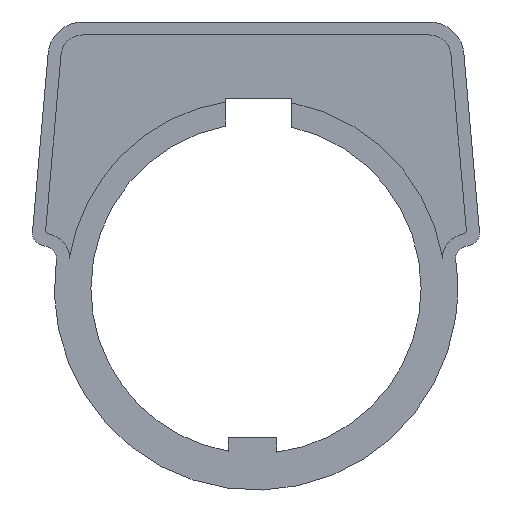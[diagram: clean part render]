
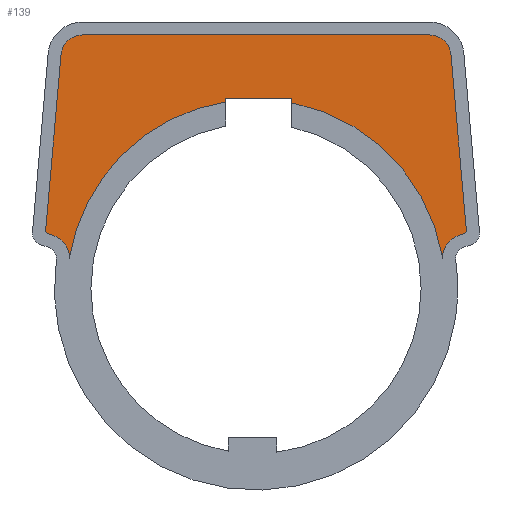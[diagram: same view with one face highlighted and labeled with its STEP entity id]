
A CAD part, front view. The second image highlights one B-rep face of the part: STEP entity #139.
In plain terms, the highlighted planar face has unit normal (0, -1, 0).
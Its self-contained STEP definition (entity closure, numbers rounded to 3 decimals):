
#1=CARTESIAN_POINT('POINT1',(-2.794,-1.016,
   17.225));
#2=VERTEX_POINT('VERTEX1',#1);
#3=CARTESIAN_POINT('POINT2',(-2.794,-1.016,17.526));
#4=VERTEX_POINT('VERTEX2',#3);
#5=CARTESIAN_POINT('POS1',(-2.794,-1.016,12.034
   ));
#6=DIRECTION('DIR1',(0.,0.,1.));
#7=VECTOR('VEC1',#6,25.4);
#8=LINE('STRAIGHT1',#5,#7);
#9=EDGE_CURVE('EDGE1',#2,#4,#8,.T.);
#10=ORIENTED_EDGE('COEDGE1',*,*,#9,.T.);
#11=CARTESIAN_POINT('POINT3',(3.302,-1.016,17.526));
#12=VERTEX_POINT('VERTEX3',#11);
#13=CARTESIAN_POINT('POS2',(0.127,-1.016,
   17.526));
#14=DIRECTION('DIR2',(1.,0.,0.));
#15=VECTOR('VEC2',#14,25.4);
#16=LINE('STRAIGHT2',#13,#15);
#17=EDGE_CURVE('EDGE2',#4,#12,#16,.T.);
#18=ORIENTED_EDGE('COEDGE2',*,*,#17,.T.);
#19=CARTESIAN_POINT('POINT4',(3.302,-1.016,
   17.135));
#20=VERTEX_POINT('VERTEX4',#19);
#21=CARTESIAN_POINT('POS3',(3.302,-1.016,12.034
   ));
#22=DIRECTION('DIR3',(0.,0.,-1.));
#23=VECTOR('VEC3',#22,25.4);
#24=LINE('STRAIGHT3',#21,#23);
#25=EDGE_CURVE('EDGE3',#12,#20,#24,.T.);
#26=ORIENTED_EDGE('COEDGE3',*,*,#25,.T.);
#27=CARTESIAN_POINT('POINT5',(17.224,-1.016,
   2.798));
#28=VERTEX_POINT('VERTEX5',#27);
#29=CARTESIAN_POINT('POS4',(0.,-1.016,
   0.));
#30=DIRECTION('DIR4',(0.,-1.,0.));
#31=DIRECTION('DIR5',(0.,0.,1.));
#32=AXIS2_PLACEMENT_3D('AXIS1',#29,#30,#31);
#33=CIRCLE('ELLIPSE1',#32,17.45);
#34=EDGE_CURVE('EDGE4',#28,#20,#33,.T.);
#35=ORIENTED_EDGE('COEDGE4',*,*,#34,.F.);
#36=CARTESIAN_POINT('POINT6',(18.678,-1.016,
   4.875));
#37=VERTEX_POINT('VERTEX6',#36);
#38=CARTESIAN_POINT('POS5',(19.434,-1.016,
   2.799));
#39=DIRECTION('DIR6',(0.,-1.,0.));
#40=DIRECTION('DIR7',(-0.342,0.,
   0.94));
#41=AXIS2_PLACEMENT_3D('AXIS2',#38,#39,#40);
#42=CIRCLE('ELLIPSE2',#41,2.21);
#43=EDGE_CURVE('EDGE5',#37,#28,#42,.T.);
#44=ORIENTED_EDGE('COEDGE5',*,*,#43,.F.);
#45=CARTESIAN_POINT('POINT7',(19.249,-1.016,
   5.083));
#46=VERTEX_POINT('VERTEX7',#45);
#47=CARTESIAN_POINT('POS6',(19.249,-1.016,
   5.083));
#48=DIRECTION('DIR8',(-0.94,0.,
   -0.342));
#49=VECTOR('VEC4',#48,25.4);
#50=LINE('STRAIGHT4',#47,#49);
#51=EDGE_CURVE('EDGE6',#46,#37,#50,.T.);
#52=ORIENTED_EDGE('COEDGE6',*,*,#51,.F.);
#53=CARTESIAN_POINT('POINT8',(19.415,-1.016,
   5.344));
#54=VERTEX_POINT('VERTEX8',#53);
#55=CARTESIAN_POINT('POS7',(19.162,-1.016,
   5.322));
#56=DIRECTION('DIR9',(0.,1.,0.));
#57=DIRECTION('DIR10',(0.996,0.,
   0.087));
#58=AXIS2_PLACEMENT_3D('AXIS3',#55,#56,#57);
#59=CIRCLE('ELLIPSE3',#58,0.254);
#60=EDGE_CURVE('EDGE7',#54,#46,#59,.T.);
#61=ORIENTED_EDGE('COEDGE7',*,*,#60,.F.);
#62=CARTESIAN_POINT('POINT9',(17.995,-1.016,
   21.585));
#63=VERTEX_POINT('VERTEX9',#62);
#64=CARTESIAN_POINT('POS8',(17.995,-1.016,
   21.585));
#65=DIRECTION('DIR11',(0.087,0.,
   -0.996));
#66=VECTOR('VEC5',#65,25.4);
#67=LINE('STRAIGHT5',#64,#66);
#68=EDGE_CURVE('EDGE8',#63,#54,#67,.T.);
#69=ORIENTED_EDGE('COEDGE8',*,*,#68,.F.);
#70=CARTESIAN_POINT('POINT10',(16.021,-1.016,
   23.393));
#71=VERTEX_POINT('VERTEX10',#70);
#72=CARTESIAN_POINT('POS9',(16.021,-1.016,
   21.412));
#73=DIRECTION('DIR12',(0.,1.,0.));
#74=DIRECTION('DIR13',(0.,0.,1.));
#75=AXIS2_PLACEMENT_3D('AXIS4',#72,#73,#74);
#76=CIRCLE('ELLIPSE4',#75,1.981);
#77=EDGE_CURVE('EDGE9',#71,#63,#76,.T.);
#78=ORIENTED_EDGE('COEDGE9',*,*,#77,.F.);
#79=CARTESIAN_POINT('POINT11',(-16.021,-1.016,
   23.393));
#80=VERTEX_POINT('VERTEX11',#79);
#81=CARTESIAN_POINT('POS10',(-16.021,-1.016,
   23.393));
#82=DIRECTION('DIR14',(1.,0.,0.));
#83=VECTOR('VEC6',#82,25.4);
#84=LINE('STRAIGHT6',#81,#83);
#85=EDGE_CURVE('EDGE10',#80,#71,#84,.T.);
#86=ORIENTED_EDGE('COEDGE10',*,*,#85,.F.);
#87=CARTESIAN_POINT('POINT12',(-17.995,-1.016,
   21.585));
#88=VERTEX_POINT('VERTEX12',#87);
#89=CARTESIAN_POINT('POS11',(-16.021,-1.016,
   21.412));
#90=DIRECTION('DIR15',(0.,1.,
   0.));
#91=DIRECTION('DIR16',(-0.996,0.,
   0.087));
#92=AXIS2_PLACEMENT_3D('AXIS5',#89,#90,#91);
#93=CIRCLE('ELLIPSE5',#92,1.981);
#94=EDGE_CURVE('EDGE11',#88,#80,#93,.T.);
#95=ORIENTED_EDGE('COEDGE11',*,*,#94,.F.);
#96=CARTESIAN_POINT('POINT13',(-19.415,-1.016,
   5.344));
#97=VERTEX_POINT('VERTEX13',#96);
#98=CARTESIAN_POINT('POS12',(-19.415,-1.016,
   5.344));
#99=DIRECTION('DIR17',(0.087,0.,
   0.996));
#100=VECTOR('VEC7',#99,25.4);
#101=LINE('STRAIGHT7',#98,#100);
#102=EDGE_CURVE('EDGE12',#97,#88,#101,.T.);
#103=ORIENTED_EDGE('COEDGE12',*,*,#102,.F.);
#104=CARTESIAN_POINT('POINT14',(-19.249,-1.016,
   5.083));
#105=VERTEX_POINT('VERTEX14',#104);
#106=CARTESIAN_POINT('POS13',(-19.162,-1.016,
   5.322));
#107=DIRECTION('DIR18',(0.,1.,0.));
#108=DIRECTION('DIR19',(-0.342,0.,
   -0.94));
#109=AXIS2_PLACEMENT_3D('AXIS6',#106,#107,#108);
#110=CIRCLE('ELLIPSE6',#109,0.254);
#111=EDGE_CURVE('EDGE13',#105,#97,#110,.T.);
#112=ORIENTED_EDGE('COEDGE13',*,*,#111,.F.);
#113=CARTESIAN_POINT('POINT15',(-18.678,-1.016,
   4.875));
#114=VERTEX_POINT('VERTEX15',#113);
#115=CARTESIAN_POINT('POS14',(-18.678,-1.016,
   4.875));
#116=DIRECTION('DIR20',(-0.94,0.,
   0.342));
#117=VECTOR('VEC8',#116,25.4);
#118=LINE('STRAIGHT8',#115,#117);
#119=EDGE_CURVE('EDGE14',#114,#105,#118,.T.);
#120=ORIENTED_EDGE('COEDGE14',*,*,#119,.F.);
#121=CARTESIAN_POINT('POINT16',(-17.224,-1.016,
   2.798));
#122=VERTEX_POINT('VERTEX16',#121);
#123=CARTESIAN_POINT('POS15',(-19.434,-1.016,
   2.799));
#124=DIRECTION('DIR21',(0.,-1.,
   0.));
#125=DIRECTION('DIR22',(1.,0.,
   0.));
#126=AXIS2_PLACEMENT_3D('AXIS7',#123,#124,#125);
#127=CIRCLE('ELLIPSE7',#126,2.21);
#128=EDGE_CURVE('EDGE15',#122,#114,#127,.T.);
#129=ORIENTED_EDGE('COEDGE15',*,*,#128,.F.);
#130=EDGE_CURVE('EDGE16',#2,#122,#33,.T.);
#131=ORIENTED_EDGE('COEDGE16',*,*,#130,.F.);
#132=EDGE_LOOP('NONE',(#10,#18,#26,#35,#44,#52,#61,#69,#78,#86,#95,#103,
   #112,#120,#129,#131));
#133=FACE_BOUND('LOOP1',#132,.T.);
#134=CARTESIAN_POINT('POS16',(0.,-1.016,
   15.306));
#135=DIRECTION('DIR23',(0.,-1.,0.));
#136=DIRECTION('DIR24',(1.,0.,0.));
#137=AXIS2_PLACEMENT_3D('AXIS8',#134,#135,#136);
#138=PLANE('PLANE1',#137);
#139=ADVANCED_FACE('FACE1',(#133),#138,.T.);
